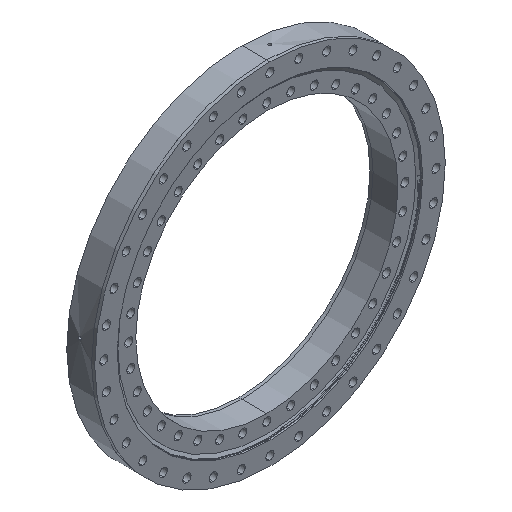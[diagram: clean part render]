
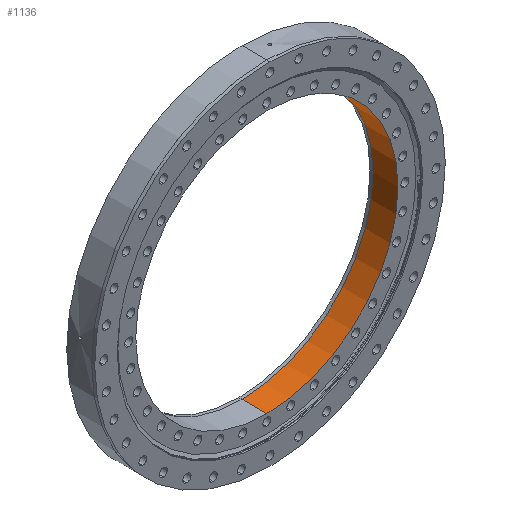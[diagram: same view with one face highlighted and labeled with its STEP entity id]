
A CAD part, isometric view. The second image highlights one B-rep face of the part: STEP entity #1136.
In plain terms, the highlighted cylindrical face has radius 422.475 mm (diameter 844.95 mm), a partial arc.
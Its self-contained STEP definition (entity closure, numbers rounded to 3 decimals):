
#10 = DIRECTION ( 'NONE',  ( 0., 0., 1. ) ) ;
#22 = EDGE_LOOP ( 'NONE', ( #769, #1339, #6584, #957 ) ) ;
#28 = DIRECTION ( 'NONE',  ( 0., 1., 0. ) ) ;
#372 = DIRECTION ( 'NONE',  ( 0., -1., 0. ) ) ;
#394 = CARTESIAN_POINT ( 'NONE',  ( 0., 40., 422.475 ) ) ;
#464 = DIRECTION ( 'NONE',  ( 0., 1., 0. ) ) ;
#579 = CARTESIAN_POINT ( 'NONE',  ( 0., 40., 0. ) ) ;
#702 = DIRECTION ( 'NONE',  ( 0., 0., 1. ) ) ;
#769 = ORIENTED_EDGE ( 'NONE', *, *, #1657, .F. ) ;
#827 = CARTESIAN_POINT ( 'NONE',  ( 0., 40., -422.475 ) ) ;
#921 = VERTEX_POINT ( 'NONE', #394 ) ;
#957 = ORIENTED_EDGE ( 'NONE', *, *, #3687, .F. ) ;
#1136 = ADVANCED_FACE ( 'NONE', ( #7789 ), #7600, .F. ) ;
#1265 = VERTEX_POINT ( 'NONE', #827 ) ;
#1318 = VERTEX_POINT ( 'NONE', #2611 ) ;
#1339 = ORIENTED_EDGE ( 'NONE', *, *, #3899, .F. ) ;
#1657 = EDGE_CURVE ( 'NONE', #6407, #1265, #3802, .T. ) ;
#1986 = CARTESIAN_POINT ( 'NONE',  ( 0., 31.029, 422.475 ) ) ;
#2611 = CARTESIAN_POINT ( 'NONE',  ( 0., -40., 422.475 ) ) ;
#3120 = AXIS2_PLACEMENT_3D ( 'NONE', #579, #372, #10 ) ;
#3687 = EDGE_CURVE ( 'NONE', #1265, #921, #6992, .T. ) ;
#3708 = CARTESIAN_POINT ( 'NONE',  ( 0., 31.029, -422.475 ) ) ;
#3756 = VECTOR ( 'NONE', #464, 1000. ) ;
#3793 = CARTESIAN_POINT ( 'NONE',  ( 0., -40., -422.475 ) ) ;
#3802 = LINE ( 'NONE', #3708, #3890 ) ;
#3851 = LINE ( 'NONE', #1986, #3756 ) ;
#3890 = VECTOR ( 'NONE', #5878, 1000. ) ;
#3899 = EDGE_CURVE ( 'NONE', #1318, #6407, #6190, .T. ) ;
#4485 = AXIS2_PLACEMENT_3D ( 'NONE', #6255, #28, #702 ) ;
#4774 = EDGE_CURVE ( 'NONE', #1318, #921, #3851, .T. ) ;
#5878 = DIRECTION ( 'NONE',  ( 0., 1., 0. ) ) ;
#6190 = CIRCLE ( 'NONE', #7125, 422.475 ) ;
#6255 = CARTESIAN_POINT ( 'NONE',  ( 0., 31.029, 0. ) ) ;
#6407 = VERTEX_POINT ( 'NONE', #3793 ) ;
#6584 = ORIENTED_EDGE ( 'NONE', *, *, #4774, .T. ) ;
#6811 = DIRECTION ( 'NONE',  ( 0., 0., 1. ) ) ;
#6992 = CIRCLE ( 'NONE', #3120, 422.475 ) ;
#7125 = AXIS2_PLACEMENT_3D ( 'NONE', #7206, #7168, #6811 ) ;
#7168 = DIRECTION ( 'NONE',  ( 0., 1., 0. ) ) ;
#7206 = CARTESIAN_POINT ( 'NONE',  ( 0., -40., 0. ) ) ;
#7600 = CYLINDRICAL_SURFACE ( 'NONE', #4485, 422.475 ) ;
#7789 = FACE_OUTER_BOUND ( 'NONE', #22, .T. ) ;
